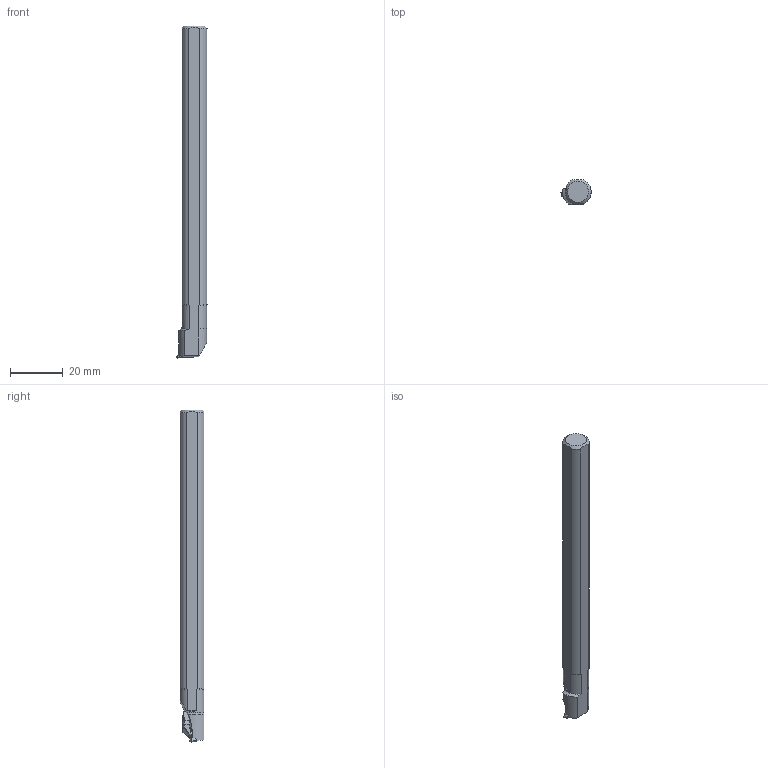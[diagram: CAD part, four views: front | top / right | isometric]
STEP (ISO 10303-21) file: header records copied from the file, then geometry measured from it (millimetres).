
FILE_DESCRIPTION(/* description */ ('3-D model version:1'),/* implementation_level */ '2;1');
FILE_NAME(/* name */ 'R136.9-10-06',/* time_stamp */ '2016-01-22T17:29:10+01:00',/* author */ ('InteractiveCad'),/* organization */ ('AB Sandvik Coromant'),/* preprocessor_version */ 'ST-DEVELOPER v15',/* originating_system */ 'SIEMENS PLM Software NX 8.5',/* authorisation */ '');
FILE_SCHEMA (('AP203_CONFIGURATION_CONTROLLED_3D_DESIGN_OF_MECHANICAL_PARTS_AND_ASSEMBLIES_MIM_LF { 1 0 10303 403 2 1 2}'));
Length unit declared in the file: millimetre
Products named in the file (1): R136_9_10_06_SIM
Bounding box: 11.51 x 9 x 126 mm (x, y, z)
Volume: 9058.8 mm3; surface area: 4146.7 mm2
Topology: 3 solids, 3 shells, 70 faces, 174 edges, 108 vertices
Faces by surface type: plane 30, cylinder 24, cone 10, sphere 4, bspline 2
Full cylindrical faces by diameter (mm): 1.7 x1
Entity records: 2182 total; most frequent: CARTESIAN_POINT 435, DIRECTION 349, ORIENTED_EDGE 336, EDGE_CURVE 168, AXIS2_PLACEMENT_3D 131, VERTEX_POINT 107, LINE 87, VECTOR 87
